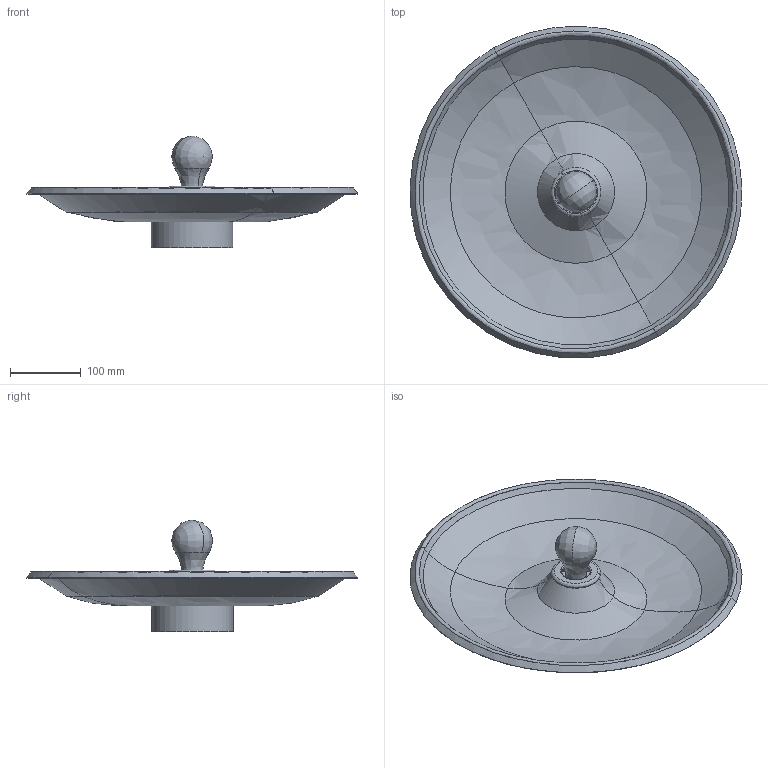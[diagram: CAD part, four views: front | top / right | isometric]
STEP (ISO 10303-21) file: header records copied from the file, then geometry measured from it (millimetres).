
FILE_DESCRIPTION(/* description */ (''),/* implementation_level */ '2;1');
FILE_NAME(/* name */ 'Moodel 262 Wall',/* time_stamp */ '2024-05-23T14:40:47+02:00',/* author */ (''),/* organization */ (''),/* preprocessor_version */ 'ST-DEVELOPER v16.5',/* originating_system */ '',/* authorisation */ '');
FILE_SCHEMA (('AUTOMOTIVE_DESIGN'));
Length unit declared in the file: millimetre
Products named in the file (1): Document
Bounding box: 467.8 x 467.27 x 157.5 mm (x, y, z)
Volume: 944671.4 mm3; surface area: 451744.2 mm2
Topology: 4 solids, 4 shells, 54 faces, 112 edges, 63 vertices
Faces by surface type: bspline 46, plane 6, cylinder 2
Full cylindrical faces by diameter (mm): 40.5 x1, 115 x1
Entity records: 4201 total; most frequent: CARTESIAN_POINT 3539, ORIENTED_EDGE 220, EDGE_CURVE 110, VERTEX_POINT 63, EDGE_LOOP 57, ADVANCED_FACE 54, FACE_OUTER_BOUND 54, DIRECTION 12
